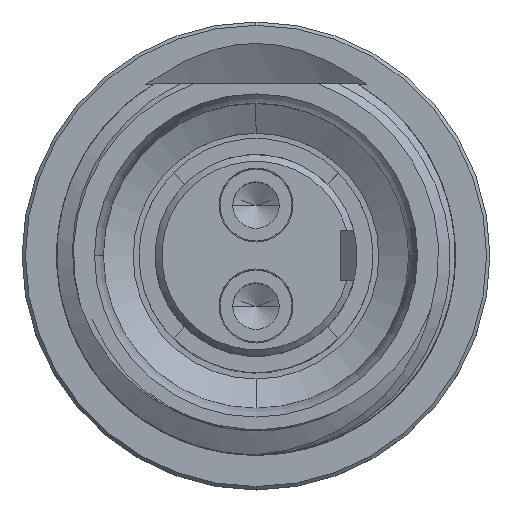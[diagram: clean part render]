
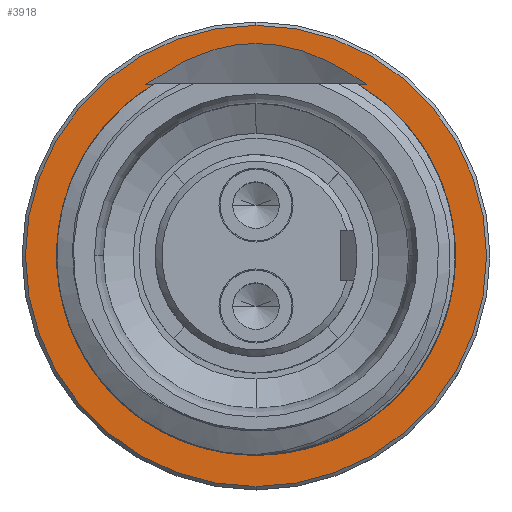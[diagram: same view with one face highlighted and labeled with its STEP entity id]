
A CAD part, top view. The second image highlights one B-rep face of the part: STEP entity #3918.
In plain terms, the highlighted planar face has unit normal (0, 0, 1).
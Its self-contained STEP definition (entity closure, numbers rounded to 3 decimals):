
#2588=CARTESIAN_POINT('',(0.,6.85,15.));
#2589=VERTEX_POINT('',#2588);
#2605=CARTESIAN_POINT('',(0.0,-6.85,15.));
#2606=VERTEX_POINT('',#2605);
#2613=CARTESIAN_POINT('',(0.0,0.0,15.));
#2614=DIRECTION('',(0.0,0.0,1.0));
#2615=DIRECTION('',(0.0,-1.0,0.0));
#2616=AXIS2_PLACEMENT_3D('',#2613,#2614,#2615);
#2617=CIRCLE('',#2616,6.85);
#2618=EDGE_CURVE('',#2589,#2606,#2617,.T.);
#3840=CARTESIAN_POINT('',(0.0,0.0,15.));
#3841=DIRECTION('',(0.0,0.0,1.0));
#3842=DIRECTION('',(0.0,-1.0,0.0));
#3843=AXIS2_PLACEMENT_3D('',#3840,#3841,#3842);
#3844=CIRCLE('',#3843,6.85);
#3845=EDGE_CURVE('',#2606,#2589,#3844,.T.);
#3852=CARTESIAN_POINT('',(7.535,-7.535,15.));
#3853=DIRECTION('',(0.0,0.0,-1.0));
#3854=DIRECTION('',(-1.0,0.0,0.0));
#3855=AXIS2_PLACEMENT_3D('',#3852,#3853,#3854);
#3856=PLANE('',#3855);
#3857=ORIENTED_EDGE('',*,*,#3845,.T.);
#3858=ORIENTED_EDGE('',*,*,#2618,.T.);
#3859=EDGE_LOOP('',(#3857,#3858));
#3860=FACE_OUTER_BOUND('',#3859,.T.);
#3861=CARTESIAN_POINT('',(3.016,5.1,15.));
#3862=VERTEX_POINT('',#3861);
#3863=CARTESIAN_POINT('',(3.273,5.1,15.));
#3864=VERTEX_POINT('',#3863);
#3865=CARTESIAN_POINT('',(3.016,5.1,15.));
#3866=DIRECTION('',(1.0,0.0,0.0));
#3867=VECTOR('',#3866,0.257);
#3868=LINE('',#3865,#3867);
#3869=EDGE_CURVE('',#3862,#3864,#3868,.T.);
#3870=ORIENTED_EDGE('',*,*,#3869,.F.);
#3871=CARTESIAN_POINT('',(-3.016,5.1,15.));
#3872=VERTEX_POINT('',#3871);
#3873=CARTESIAN_POINT('',(0.0,0.0,15.));
#3874=DIRECTION('',(0.,0.,-1.0));
#3875=DIRECTION('',(0.509,0.861,0.));
#3876=AXIS2_PLACEMENT_3D('',#3873,#3874,#3875);
#3877=CIRCLE('',#3876,5.925);
#3878=EDGE_CURVE('',#3862,#3872,#3877,.T.);
#3879=ORIENTED_EDGE('',*,*,#3878,.T.);
#3880=CARTESIAN_POINT('',(-3.273,5.1,15.));
#3881=VERTEX_POINT('',#3880);
#3882=CARTESIAN_POINT('',(-3.273,5.1,15.));
#3883=DIRECTION('',(1.0,0.0,0.0));
#3884=VECTOR('',#3883,0.257);
#3885=LINE('',#3882,#3884);
#3886=EDGE_CURVE('',#3881,#3872,#3885,.T.);
#3887=ORIENTED_EDGE('',*,*,#3886,.F.);
#3888=CARTESIAN_POINT('',(0.0,6.312,15.));
#3889=VERTEX_POINT('',#3888);
#3890=CARTESIAN_POINT('',(-13.055,-6.95,15.));
#3891=CARTESIAN_POINT('',(0.0,12.785,15.));
#3892=CARTESIAN_POINT('',(13.055,-6.95,15.));
#3900=(BOUNDED_CURVE()B_SPLINE_CURVE(2,(#3890,#3891,#3892),.UNSPECIFIED.,.F.,.U.)B_SPLINE_CURVE_WITH_KNOTS((3,3),(0.0,37.219),.UNSPECIFIED.)CURVE()GEOMETRIC_REPRESENTATION_ITEM()RATIONAL_B_SPLINE_CURVE((1.0,2.049,1.0))REPRESENTATION_ITEM(''));
#3901=EDGE_CURVE('',#3881,#3889,#3900,.T.);
#3902=ORIENTED_EDGE('',*,*,#3901,.T.);
#3903=CARTESIAN_POINT('',(-13.055,-6.95,15.));
#3904=CARTESIAN_POINT('',(0.0,12.785,15.));
#3905=CARTESIAN_POINT('',(13.055,-6.95,15.));
#3913=(BOUNDED_CURVE()B_SPLINE_CURVE(2,(#3903,#3904,#3905),.UNSPECIFIED.,.F.,.U.)B_SPLINE_CURVE_WITH_KNOTS((3,3),(0.0,37.219),.UNSPECIFIED.)CURVE()GEOMETRIC_REPRESENTATION_ITEM()RATIONAL_B_SPLINE_CURVE((1.0,2.049,1.0))REPRESENTATION_ITEM(''));
#3914=EDGE_CURVE('',#3889,#3864,#3913,.T.);
#3915=ORIENTED_EDGE('',*,*,#3914,.T.);
#3916=EDGE_LOOP('',(#3870,#3879,#3887,#3902,#3915));
#3917=FACE_BOUND('',#3916,.T.);
#3918=ADVANCED_FACE('',(#3860,#3917),#3856,.F.);
